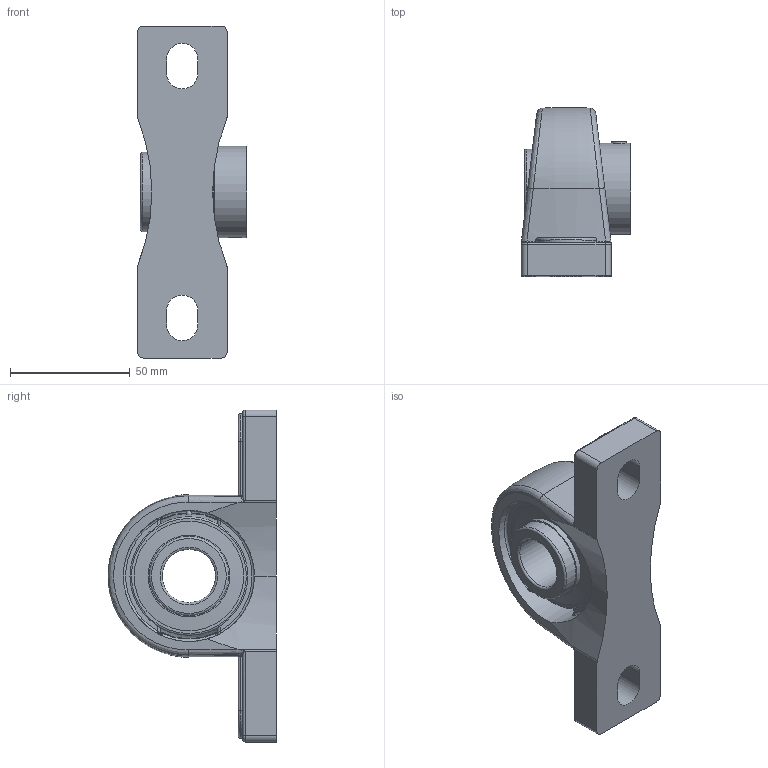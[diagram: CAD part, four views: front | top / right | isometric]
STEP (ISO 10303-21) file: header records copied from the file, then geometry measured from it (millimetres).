
FILE_DESCRIPTION(('HOOPS Exchange Step'),'2;1');
FILE_NAME('export-5BCDC0C3-6ECE-4458-B25C-F65AE36DE137.stp','2020-05-21T07:20:09-07:00',('dkerr'),('Alibre'),'HOOPS Exchange 2020.0','Alibre','Unknown authorisation');
FILE_SCHEMA( ('AP242_MANAGED_MODEL_BASED_3D_ENGINEERING_MIM_LF {1 0 10303 442 1 1 4 }') );
Length unit declared in the file: inch
Products named in the file (8): MRN SPM 205 L4L; SHC 205 (Setscrew); SHC 205 (Ball Bearings); SHC 205-14 (Collar); SHC 205 (Shield); SHC 205-14 L4L (0.875inch) (Race); MRN SHC 205-14 L4L (0.875inch); MRN SHCSPM 205-14 L4L (0.875inch)
Assembly tree (7 placements, depth 3):
  MRN SHCSPM 205-14 L4L (0.875inch)
    MRN SPM 205 L4L
    MRN SHC 205-14 L4L (0.875inch)
      SHC 205 (Setscrew)
      SHC 205 (Ball Bearings)
      SHC 205-14 (Collar)
      SHC 205 (Shield)
      SHC 205-14 L4L (0.875inch) (Race)
Bounding box: 45.65 x 70.4 x 138.5 mm (x, y, z)
Volume: 127950.2 mm3; surface area: 48133.8 mm2
Topology: 16 solids, 16 shells, 188 faces, 498 edges, 321 vertices
Faces by surface type: cylinder 65, plane 53, torus 24, bspline 18, sphere 16, cone 12
Full cylindrical faces by diameter (mm): 6.35 x3, 22.225 x2, 28.956 x2, 33.02 x4, 34.036 x2, 38.1 x1, 44.45 x2, 45.72 x4, 54.712 x2, 60.25 x1
Entity records: 12540 total; most frequent: CARTESIAN_POINT 7706, DIRECTION 1013, ORIENTED_EDGE 942, EDGE_CURVE 471, AXIS2_PLACEMENT_3D 432, VERTEX_POINT 321, CIRCLE 223, EDGE_LOOP 212
